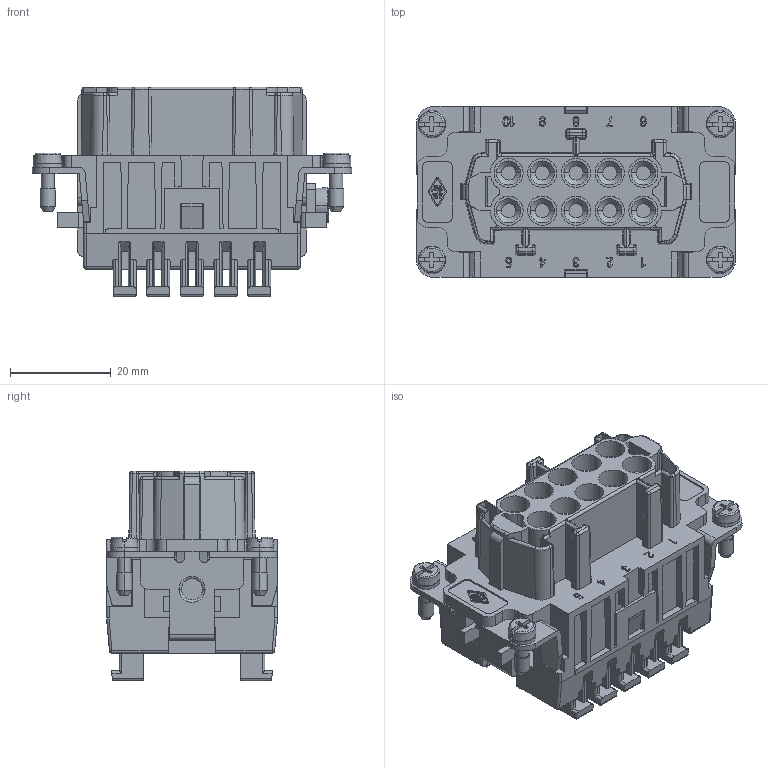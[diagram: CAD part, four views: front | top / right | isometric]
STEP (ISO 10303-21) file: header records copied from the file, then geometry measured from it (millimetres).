
FILE_DESCRIPTION(('CoCreate Modeling STEP Export'),'2;1');
FILE_NAME('CSHF 10.stp','2009-01-08T10:33:54',(''),(''),'CoCreate Modeling STEP processor for AP214 (Solid Model)','CoCreate Modeling 16.00A 16-Aug-2008 (C) Parametric Technology GmbH','');
FILE_SCHEMA(('AUTOMOTIVE_DESIGN { 1 0 10303 214 1 1 1 1 }'));
Length unit declared in the file: millimetre
Products named in the file (15): TASTO.9; TASTO.8; TASTO.7; TASTO.6; TASTO.5; TASTO.4; TASTO.3; TASTO.2; TASTO.10; TASTO.1; GR_TASTI_F; PIAST_F; CORPO_PRESA_10p; PIAST_F.1; CSHF_10
Assembly tree (14 placements, depth 3):
  CSHF_10
    PIAST_F.1
    CORPO_PRESA_10p
    PIAST_F
    GR_TASTI_F
      TASTO.1
      TASTO.10
      TASTO.2
      TASTO.3
      TASTO.4
      TASTO.5
      TASTO.6
      TASTO.7
      TASTO.8
      TASTO.9
Bounding box: 63.5 x 34 x 41.7 mm (x, y, z)
Volume: 38297.5 mm3; surface area: 24253.1 mm2
Topology: 13 solids, 13 shells, 2554 faces, 7131 edges, 4662 vertices
Faces by surface type: plane 1928, cylinder 494, cone 58, torus 36, sphere 20, bspline 10, extrusion 8
Entity records: 96573 total; most frequent: CARTESIAN_POINT 20673, ORIENTED_EDGE 14222, DIRECTION 12188, EDGE_CURVE 7111, VECTOR 5810, LINE 5802, VERTEX_POINT 4662, AXIS2_PLACEMENT_3D 3189
